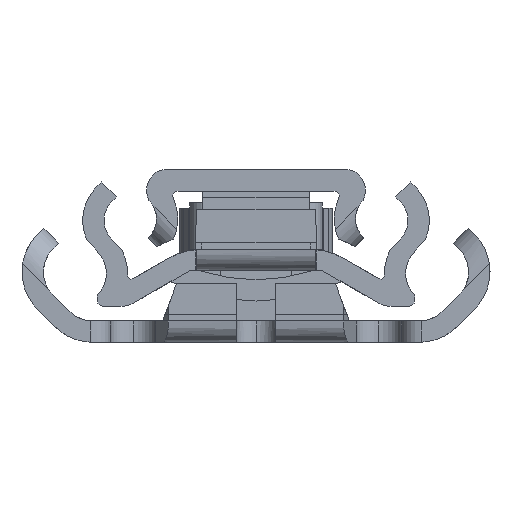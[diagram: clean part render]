
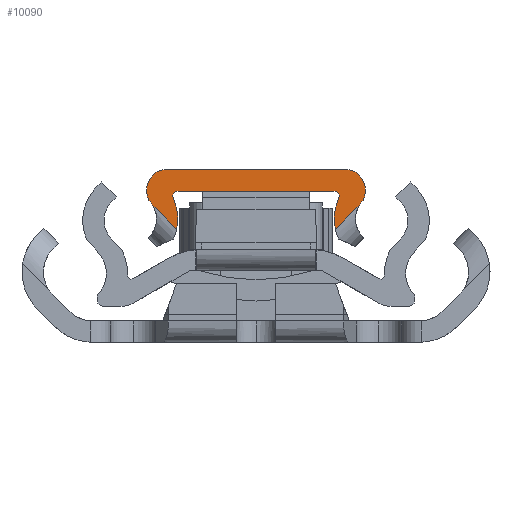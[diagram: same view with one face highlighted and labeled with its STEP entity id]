
A CAD part, left-side view. The second image highlights one B-rep face of the part: STEP entity #10090.
In plain terms, the highlighted planar face has unit normal (-1, 0, 0).
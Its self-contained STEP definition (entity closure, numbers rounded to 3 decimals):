
#48 = EDGE_CURVE ( 'NONE', #10078, #897, #3992, .T. ) ;
#114 = AXIS2_PLACEMENT_3D ( 'NONE', #7667, #5322, #6856 ) ;
#154 = DIRECTION ( 'NONE',  ( 0., -1., 0. ) ) ;
#203 = CARTESIAN_POINT ( 'NONE',  ( 0., 8.081, 10.703 ) ) ;
#231 = CARTESIAN_POINT ( 'NONE',  ( 0., -5.881, 11.4 ) ) ;
#236 = DIRECTION ( 'NONE',  ( 0., 0., -1. ) ) ;
#252 = CIRCLE ( 'NONE', #5009, 0.4 ) ;
#253 = DIRECTION ( 'NONE',  ( 0., 1., 0. ) ) ;
#406 = CARTESIAN_POINT ( 'NONE',  ( 0., -1.169, 3.691 ) ) ;
#452 = CARTESIAN_POINT ( 'NONE',  ( 0., 6.584, 11.434 ) ) ;
#468 = DIRECTION ( 'NONE',  ( 1., 0., 0. ) ) ;
#794 = AXIS2_PLACEMENT_3D ( 'NONE', #4285, #8272, #236 ) ;
#897 = VERTEX_POINT ( 'NONE', #8444 ) ;
#904 = VERTEX_POINT ( 'NONE', #203 ) ;
#980 = AXIS2_PLACEMENT_3D ( 'NONE', #2070, #1424, #8643 ) ;
#1040 = DIRECTION ( 'NONE',  ( 0., 0., -1. ) ) ;
#1092 = CARTESIAN_POINT ( 'NONE',  ( 0., 5.881, 11.4 ) ) ;
#1424 = DIRECTION ( 'NONE',  ( 1., 0., 0. ) ) ;
#1698 = EDGE_CURVE ( 'NONE', #897, #10293, #252, .T. ) ;
#1775 = EDGE_CURVE ( 'NONE', #6120, #1926, #9778, .T. ) ;
#1816 = CIRCLE ( 'NONE', #3873, 3.584 ) ;
#1826 = DIRECTION ( 'NONE',  ( 0., 0., -1. ) ) ;
#1926 = VERTEX_POINT ( 'NONE', #2118 ) ;
#2070 = CARTESIAN_POINT ( 'NONE',  ( 0., -6.935, 12. ) ) ;
#2089 = DIRECTION ( 'NONE',  ( 0., 0., -1. ) ) ;
#2118 = CARTESIAN_POINT ( 'NONE',  ( 0., 6.243, 10.829 ) ) ;
#2129 = EDGE_CURVE ( 'NONE', #2661, #7990, #2219, .T. ) ;
#2132 = AXIS2_PLACEMENT_3D ( 'NONE', #7970, #6481, #8014 ) ;
#2201 = VERTEX_POINT ( 'NONE', #9110 ) ;
#2219 = LINE ( 'NONE', #4054, #3704 ) ;
#2226 = ORIENTED_EDGE ( 'NONE', *, *, #2129, .T. ) ;
#2246 = DIRECTION ( 'NONE',  ( 1., 0., 0. ) ) ;
#2366 = CARTESIAN_POINT ( 'NONE',  ( 0., -6.935, 13. ) ) ;
#2388 = EDGE_CURVE ( 'NONE', #1926, #7990, #1816, .T. ) ;
#2422 = CARTESIAN_POINT ( 'NONE',  ( 0., 5.987, 8.515 ) ) ;
#2616 = ORIENTED_EDGE ( 'NONE', *, *, #48, .F. ) ;
#2661 = VERTEX_POINT ( 'NONE', #6423 ) ;
#2718 = EDGE_CURVE ( 'NONE', #9359, #3521, #4983, .T. ) ;
#2892 = DIRECTION ( 'NONE',  ( 1., 0., 0. ) ) ;
#3115 = CARTESIAN_POINT ( 'NONE',  ( 0., 6.935, 13. ) ) ;
#3151 = CIRCLE ( 'NONE', #114, 1.666 ) ;
#3211 = DIRECTION ( 'NONE',  ( 0., 0., -1. ) ) ;
#3319 = ORIENTED_EDGE ( 'NONE', *, *, #1698, .F. ) ;
#3521 = VERTEX_POINT ( 'NONE', #7498 ) ;
#3526 = CARTESIAN_POINT ( 'NONE',  ( 0., 5.881, 11. ) ) ;
#3555 = DIRECTION ( 'NONE',  ( 1., 0., 0. ) ) ;
#3628 = ORIENTED_EDGE ( 'NONE', *, *, #6938, .F. ) ;
#3658 = DIRECTION ( 'NONE',  ( 0., -0.707, 0.708 ) ) ;
#3704 = VECTOR ( 'NONE', #5483, 1000. ) ;
#3723 = DIRECTION ( 'NONE',  ( 0., 0., -1. ) ) ;
#3748 = ORIENTED_EDGE ( 'NONE', *, *, #1775, .F. ) ;
#3853 = CARTESIAN_POINT ( 'NONE',  ( 0., -7.462, 12.85 ) ) ;
#3873 = AXIS2_PLACEMENT_3D ( 'NONE', #5268, #468, #3723 ) ;
#3947 = VERTEX_POINT ( 'NONE', #6683 ) ;
#3992 = CIRCLE ( 'NONE', #8935, 3.584 ) ;
#4053 = ORIENTED_EDGE ( 'NONE', *, *, #8552, .F. ) ;
#4054 = CARTESIAN_POINT ( 'NONE',  ( 0., 7.744, 10.275 ) ) ;
#4133 = ORIENTED_EDGE ( 'NONE', *, *, #9681, .T. ) ;
#4154 = CARTESIAN_POINT ( 'NONE',  ( 0., -7.772, 10.303 ) ) ;
#4285 = CARTESIAN_POINT ( 'NONE',  ( 0., 6.584, 11.434 ) ) ;
#4859 = EDGE_CURVE ( 'NONE', #3947, #6442, #6735, .T. ) ;
#4983 = LINE ( 'NONE', #2366, #7268 ) ;
#4991 = EDGE_CURVE ( 'NONE', #10293, #6120, #5047, .T. ) ;
#5009 = AXIS2_PLACEMENT_3D ( 'NONE', #7151, #5770, #3211 ) ;
#5014 = DIRECTION ( 'NONE',  ( -1., 0., 0. ) ) ;
#5047 = LINE ( 'NONE', #1092, #7402 ) ;
#5080 = DIRECTION ( 'NONE',  ( 0., 0., -1. ) ) ;
#5268 = CARTESIAN_POINT ( 'NONE',  ( 0., 9.485, 9.3 ) ) ;
#5322 = DIRECTION ( 'NONE',  ( 1., 0., 0. ) ) ;
#5405 = ORIENTED_EDGE ( 'NONE', *, *, #7477, .F. ) ;
#5483 = DIRECTION ( 'NONE',  ( 0., -0.707, -0.708 ) ) ;
#5577 = CIRCLE ( 'NONE', #980, 1. ) ;
#5681 = ORIENTED_EDGE ( 'NONE', *, *, #6092, .F. ) ;
#5770 = DIRECTION ( 'NONE',  ( -1., 0., 0. ) ) ;
#5786 = VERTEX_POINT ( 'NONE', #3853 ) ;
#5932 = AXIS2_PLACEMENT_3D ( 'NONE', #6304, #2246, #1826 ) ;
#6065 = VECTOR ( 'NONE', #3658, 1000. ) ;
#6092 = EDGE_CURVE ( 'NONE', #5786, #3947, #3151, .T. ) ;
#6094 = CARTESIAN_POINT ( 'NONE',  ( 0., -5.987, 8.515 ) ) ;
#6099 = EDGE_LOOP ( 'NONE', ( #2616, #4133, #6119, #5681, #5405, #10336, #4053, #3628, #9858, #2226, #9789, #3748, #9541, #3319 ) ) ;
#6102 = CARTESIAN_POINT ( 'NONE',  ( 0., -9.484, 9.3 ) ) ;
#6119 = ORIENTED_EDGE ( 'NONE', *, *, #4859, .F. ) ;
#6120 = VERTEX_POINT ( 'NONE', #10231 ) ;
#6304 = CARTESIAN_POINT ( 'NONE',  ( 0., 6.935, 12. ) ) ;
#6423 = CARTESIAN_POINT ( 'NONE',  ( 0., 7.772, 10.303 ) ) ;
#6442 = VERTEX_POINT ( 'NONE', #4154 ) ;
#6481 = DIRECTION ( 'NONE',  ( -1., 0., 0. ) ) ;
#6683 = CARTESIAN_POINT ( 'NONE',  ( 0., -8.081, 10.703 ) ) ;
#6735 = CIRCLE ( 'NONE', #2132, 1.984 ) ;
#6843 = CARTESIAN_POINT ( 'NONE',  ( 0., 9.485, 9.3 ) ) ;
#6856 = DIRECTION ( 'NONE',  ( 0., 0., -1. ) ) ;
#6938 = EDGE_CURVE ( 'NONE', #904, #2201, #8449, .T. ) ;
#7151 = CARTESIAN_POINT ( 'NONE',  ( 0., -5.881, 11. ) ) ;
#7268 = VECTOR ( 'NONE', #154, 1000. ) ;
#7402 = VECTOR ( 'NONE', #253, 1000. ) ;
#7477 = EDGE_CURVE ( 'NONE', #3521, #5786, #5577, .T. ) ;
#7498 = CARTESIAN_POINT ( 'NONE',  ( 0., -6.935, 13. ) ) ;
#7629 = AXIS2_PLACEMENT_3D ( 'NONE', #6843, #9254, #2089 ) ;
#7667 = CARTESIAN_POINT ( 'NONE',  ( 0., -6.584, 11.434 ) ) ;
#7739 = PLANE ( 'NONE',  #9323 ) ;
#7808 = LINE ( 'NONE', #406, #6065 ) ;
#7970 = CARTESIAN_POINT ( 'NONE',  ( 0., -9.484, 9.3 ) ) ;
#7990 = VERTEX_POINT ( 'NONE', #2422 ) ;
#8014 = DIRECTION ( 'NONE',  ( 0., 0., -1. ) ) ;
#8272 = DIRECTION ( 'NONE',  ( 1., 0., 0. ) ) ;
#8292 = EDGE_CURVE ( 'NONE', #2661, #904, #9859, .T. ) ;
#8444 = CARTESIAN_POINT ( 'NONE',  ( 0., -6.243, 10.829 ) ) ;
#8449 = CIRCLE ( 'NONE', #794, 1.666 ) ;
#8539 = FACE_OUTER_BOUND ( 'NONE', #6099, .T. ) ;
#8552 = EDGE_CURVE ( 'NONE', #2201, #9359, #9179, .T. ) ;
#8643 = DIRECTION ( 'NONE',  ( 0., 0., -1. ) ) ;
#8935 = AXIS2_PLACEMENT_3D ( 'NONE', #6102, #3555, #1040 ) ;
#9094 = AXIS2_PLACEMENT_3D ( 'NONE', #3526, #5014, #5080 ) ;
#9110 = CARTESIAN_POINT ( 'NONE',  ( 0., 7.462, 12.85 ) ) ;
#9179 = CIRCLE ( 'NONE', #5932, 1. ) ;
#9254 = DIRECTION ( 'NONE',  ( -1., 0., 0. ) ) ;
#9323 = AXIS2_PLACEMENT_3D ( 'NONE', #452, #2892, #9404 ) ;
#9359 = VERTEX_POINT ( 'NONE', #3115 ) ;
#9404 = DIRECTION ( 'NONE',  ( 0., 0., -1. ) ) ;
#9541 = ORIENTED_EDGE ( 'NONE', *, *, #4991, .F. ) ;
#9681 = EDGE_CURVE ( 'NONE', #10078, #6442, #7808, .T. ) ;
#9778 = CIRCLE ( 'NONE', #9094, 0.4 ) ;
#9789 = ORIENTED_EDGE ( 'NONE', *, *, #2388, .F. ) ;
#9858 = ORIENTED_EDGE ( 'NONE', *, *, #8292, .F. ) ;
#9859 = CIRCLE ( 'NONE', #7629, 1.985 ) ;
#10078 = VERTEX_POINT ( 'NONE', #6094 ) ;
#10090 = ADVANCED_FACE ( 'NONE', ( #8539 ), #7739, .F. ) ;
#10231 = CARTESIAN_POINT ( 'NONE',  ( 0., 5.881, 11.4 ) ) ;
#10293 = VERTEX_POINT ( 'NONE', #231 ) ;
#10336 = ORIENTED_EDGE ( 'NONE', *, *, #2718, .F. ) ;
